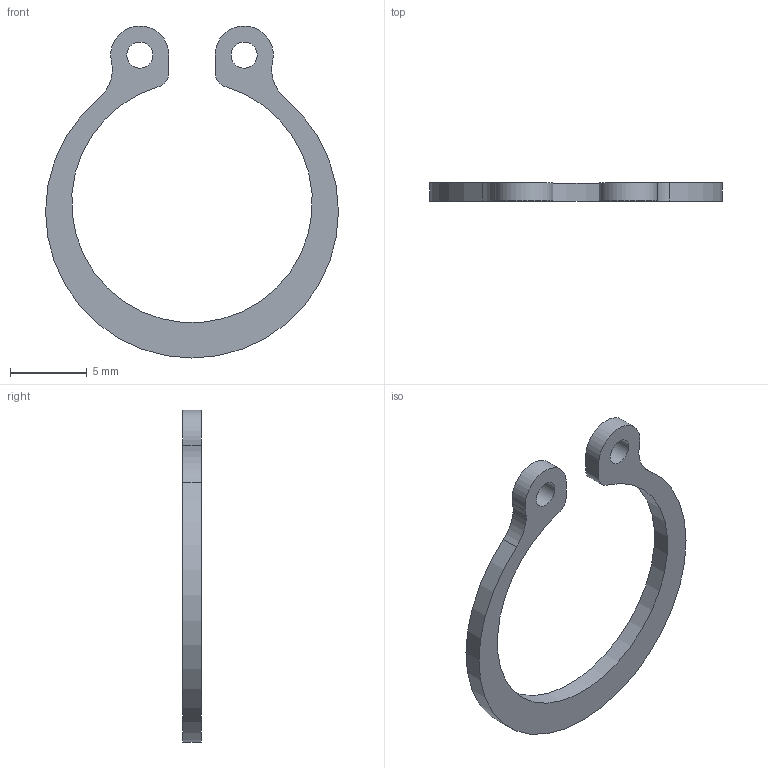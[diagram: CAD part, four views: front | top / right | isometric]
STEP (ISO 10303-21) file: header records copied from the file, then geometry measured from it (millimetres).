
FILE_DESCRIPTION(('STEP AP203'), '1');
FILE_NAME('PLib_Check_spring_rings_GOST_13942_911', '', ('UNSPECIFIED'), ('UNSPECIFIED'), 'C3D Converter', 'C3D Toolkit', '');
FILE_SCHEMA(('CONFIG_CONTROL_DESIGN'));
Length unit declared in the file: millimetre
Bounding box: 19.1 x 1.2 x 21.65 mm (x, y, z)
Volume: 127.9 mm3; surface area: 363.5 mm2
Topology: 1 solids, 1 shells, 14 faces, 36 edges, 25 vertices
Faces by surface type: cylinder 10, plane 4
Full cylindrical faces by diameter (mm): 1.7 x2
Entity records: 589 total; most frequent: DIRECTION 84, CARTESIAN_POINT 74, ORIENTED_EDGE 68, AXIS2_PLACEMENT_3D 35, EDGE_CURVE 34, VERTEX_POINT 24, EDGE_LOOP 20, CIRCLE 20
